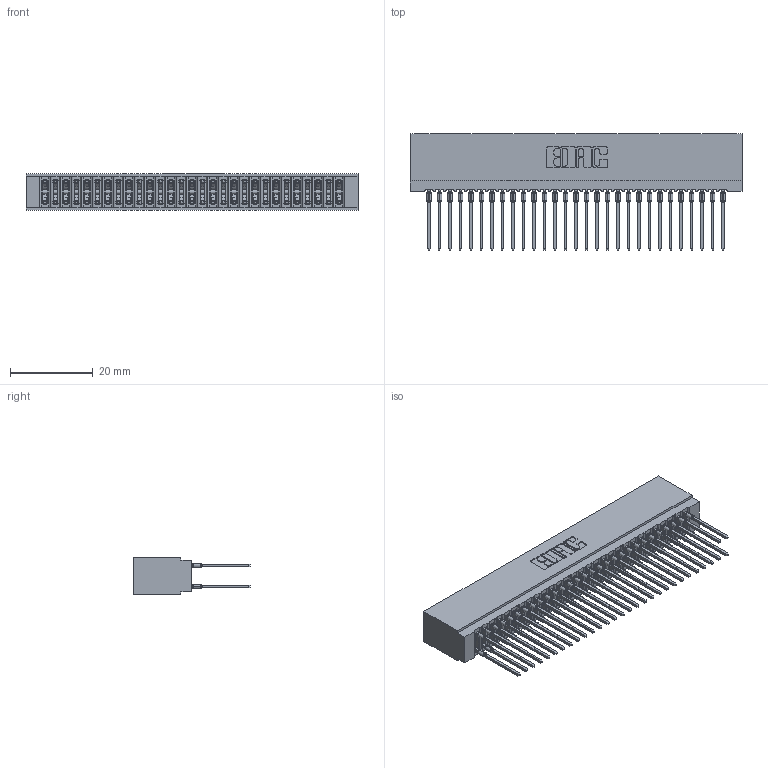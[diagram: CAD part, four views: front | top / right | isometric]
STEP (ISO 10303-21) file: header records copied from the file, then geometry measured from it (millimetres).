
FILE_DESCRIPTION (( 'STEP AP203' ), '1' );
FILE_NAME ('725-058-545-201.STEP', '2026-02-24T18:09:26', ( '' ), ( '' ), 'SwSTEP 2.0', 'SolidWorks 2023', '' );
FILE_SCHEMA (( 'CONFIG_CONTROL_DESIGN' ));
Length unit declared in the file: millimetre
Products named in the file (3): 725 Part_Insulator Option - 01; 725-058-545-201; 745-292-001_545
Assembly tree (59 placements, depth 2):
  725-058-545-201
    725 Part_Insulator Option - 01
    745-292-001_545  x58
Bounding box: 80.26 x 28.21 x 8.89 mm (x, y, z)
Volume: 6634.4 mm3; surface area: 14620.5 mm2
Topology: 59 solids, 59 shells, 5286 faces, 14203 edges, 8926 vertices
Faces by surface type: plane 2723, bspline 1160, cylinder 1055, torus 348
Entity records: 50561 total; most frequent: CARTESIAN_POINT 9275, ORIENTED_EDGE 8684, DIRECTION 7600, EDGE_CURVE 4342, VECTOR 3986, LINE 3986, VERTEX_POINT 2770, AXIS2_PLACEMENT_3D 1807
